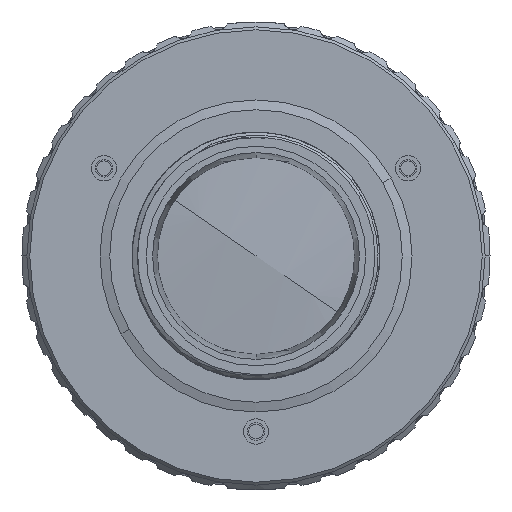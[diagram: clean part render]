
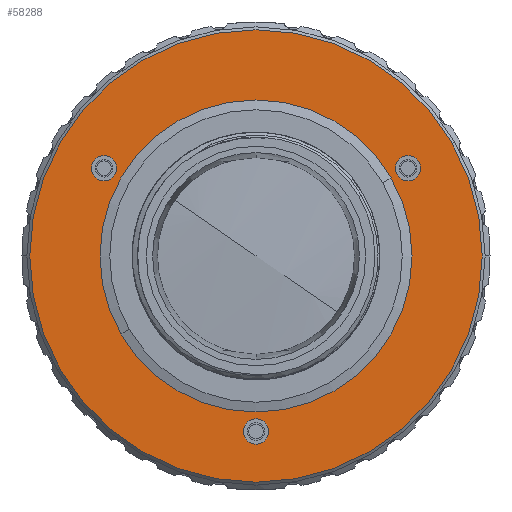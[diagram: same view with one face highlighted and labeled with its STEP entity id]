
A CAD part, front view. The second image highlights one B-rep face of the part: STEP entity #58288.
In plain terms, the highlighted planar face has unit normal (0, 1, 0).
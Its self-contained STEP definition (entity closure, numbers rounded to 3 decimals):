
#56280=CARTESIAN_POINT('',(0.,4.185,0.));
#56281=DIRECTION('',(0.,-1.,0.));
#56282=DIRECTION('',(-0.866,0.,-0.5));
#56283=AXIS2_PLACEMENT_3D('',#56280,#56281,#56282);
#56288=CARTESIAN_POINT('',(0.,4.185,0.));
#56289=DIRECTION('',(0.,-1.,0.));
#56290=DIRECTION('',(0.866,0.,0.5));
#56291=AXIS2_PLACEMENT_3D('',#56288,#56289,#56290);
#56296=CARTESIAN_POINT('',(-15.588,4.185,9.));
#56297=DIRECTION('',(0.,1.,0.));
#56298=DIRECTION('',(-0.866,0.,-0.5));
#56299=AXIS2_PLACEMENT_3D('',#56296,#56297,#56298);
#56304=CARTESIAN_POINT('',(-15.588,4.185,9.));
#56305=DIRECTION('',(0.,1.,0.));
#56306=DIRECTION('',(0.866,0.,0.5));
#56307=AXIS2_PLACEMENT_3D('',#56304,#56305,#56306);
#56312=CARTESIAN_POINT('',(0.,4.185,-18.));
#56313=DIRECTION('',(0.,1.,0.));
#56314=DIRECTION('',(-0.866,0.,-0.5));
#56315=AXIS2_PLACEMENT_3D('',#56312,#56313,#56314);
#56320=CARTESIAN_POINT('',(0.,4.185,-18.));
#56321=DIRECTION('',(0.,1.,0.));
#56322=DIRECTION('',(0.866,0.,0.5));
#56323=AXIS2_PLACEMENT_3D('',#56320,#56321,#56322);
#56328=CARTESIAN_POINT('',(15.588,4.185,9.));
#56329=DIRECTION('',(0.,1.,0.));
#56330=DIRECTION('',(-0.866,0.,-0.5));
#56331=AXIS2_PLACEMENT_3D('',#56328,#56329,#56330);
#56336=CARTESIAN_POINT('',(15.588,4.185,9.));
#56337=DIRECTION('',(0.,1.,0.));
#56338=DIRECTION('',(0.866,0.,0.5));
#56339=AXIS2_PLACEMENT_3D('',#56336,#56337,#56338);
#56344=CARTESIAN_POINT('',(0.,4.185,0.));
#56345=DIRECTION('',(0.,1.,0.));
#56346=DIRECTION('',(-0.866,0.,-0.5));
#56347=AXIS2_PLACEMENT_3D('',#56344,#56345,#56346);
#56352=CARTESIAN_POINT('',(0.,4.185,0.));
#56353=DIRECTION('',(0.,1.,0.));
#56354=DIRECTION('',(0.866,0.,0.5));
#56355=AXIS2_PLACEMENT_3D('',#56352,#56353,#56354);
#57953=CARTESIAN_POINT('',(-20.092,4.185,
-11.6));
#57954=VERTEX_POINT('',#57953);
#57955=CARTESIAN_POINT('',(20.092,4.185,11.6));
#57956=VERTEX_POINT('',#57955);
#57957=CARTESIAN_POINT('',(-16.714,4.185,8.35));
#57958=CARTESIAN_POINT('',(-14.463,4.185,9.65));
#57959=VERTEX_POINT('',#57957);
#57960=VERTEX_POINT('',#57958);
#57961=CARTESIAN_POINT('',(-1.126,4.185,-18.65));
#57962=CARTESIAN_POINT('',(1.126,4.185,-17.35));
#57963=VERTEX_POINT('',#57961);
#57964=VERTEX_POINT('',#57962);
#57965=CARTESIAN_POINT('',(14.463,4.185,8.35));
#57966=CARTESIAN_POINT('',(16.714,4.185,9.65));
#57967=VERTEX_POINT('',#57965);
#57968=VERTEX_POINT('',#57966);
#57969=CARTESIAN_POINT('',(-13.856,4.185,-8.));
#57970=CARTESIAN_POINT('',(13.856,4.185,8.));
#57971=VERTEX_POINT('',#57969);
#57972=VERTEX_POINT('',#57970);
#58254=CARTESIAN_POINT('',(0.,4.185,0.));
#58255=DIRECTION('',(0.,1.,0.));
#58256=DIRECTION('',(0.866,0.,0.5));
#58257=AXIS2_PLACEMENT_3D('',#58254,#58255,#58256);
#58258=PLANE('',#58257);
#58259=ORIENTED_EDGE('',*,*,#58244,.T.);
#58261=ORIENTED_EDGE('',*,*,#58260,.T.);
#58262=EDGE_LOOP('',(#58259,#58261));
#58263=FACE_OUTER_BOUND('',#58262,.F.);
#58265=ORIENTED_EDGE('',*,*,#58264,.T.);
#58267=ORIENTED_EDGE('',*,*,#58266,.T.);
#58268=EDGE_LOOP('',(#58265,#58267));
#58269=FACE_BOUND('',#58268,.F.);
#58271=ORIENTED_EDGE('',*,*,#58270,.T.);
#58273=ORIENTED_EDGE('',*,*,#58272,.T.);
#58274=EDGE_LOOP('',(#58271,#58273));
#58275=FACE_BOUND('',#58274,.F.);
#58277=ORIENTED_EDGE('',*,*,#58276,.T.);
#58279=ORIENTED_EDGE('',*,*,#58278,.T.);
#58280=EDGE_LOOP('',(#58277,#58279));
#58281=FACE_BOUND('',#58280,.F.);
#58283=ORIENTED_EDGE('',*,*,#58282,.T.);
#58285=ORIENTED_EDGE('',*,*,#58284,.T.);
#58286=EDGE_LOOP('',(#58283,#58285));
#58287=FACE_BOUND('',#58286,.F.);
#56284=CIRCLE('',#56283,23.2);
#56292=CIRCLE('',#56291,23.2);
#56300=CIRCLE('',#56299,1.3);
#56308=CIRCLE('',#56307,1.3);
#56316=CIRCLE('',#56315,1.3);
#56324=CIRCLE('',#56323,1.3);
#56332=CIRCLE('',#56331,1.3);
#56340=CIRCLE('',#56339,1.3);
#56348=CIRCLE('',#56347,16.);
#56356=CIRCLE('',#56355,16.);
#58244=EDGE_CURVE('',#57954,#57956,#56284,.T.);
#58260=EDGE_CURVE('',#57956,#57954,#56292,.T.);
#58264=EDGE_CURVE('',#57959,#57960,#56300,.T.);
#58266=EDGE_CURVE('',#57960,#57959,#56308,.T.);
#58270=EDGE_CURVE('',#57963,#57964,#56316,.T.);
#58272=EDGE_CURVE('',#57964,#57963,#56324,.T.);
#58276=EDGE_CURVE('',#57967,#57968,#56332,.T.);
#58278=EDGE_CURVE('',#57968,#57967,#56340,.T.);
#58282=EDGE_CURVE('',#57971,#57972,#56348,.T.);
#58284=EDGE_CURVE('',#57972,#57971,#56356,.T.);
#58288=ADVANCED_FACE('',(#58263,#58269,#58275,#58281,#58287),#58258,.T.);
